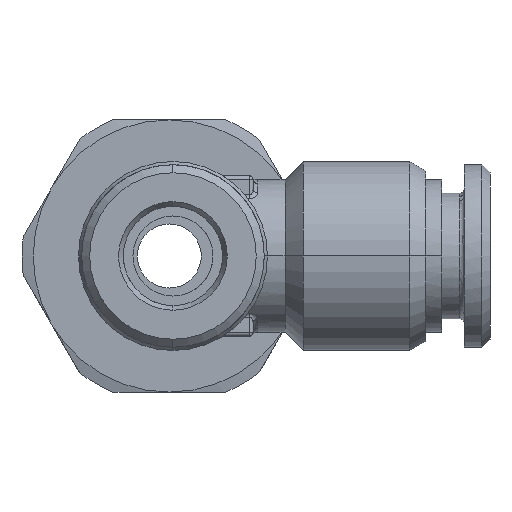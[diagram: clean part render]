
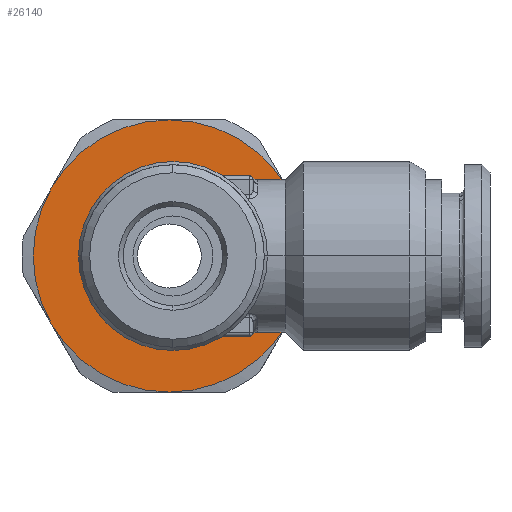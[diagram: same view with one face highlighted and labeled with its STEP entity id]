
A CAD part, left-side view. The second image highlights one B-rep face of the part: STEP entity #26140.
In plain terms, the highlighted planar face has unit normal (-1, 0, 0).
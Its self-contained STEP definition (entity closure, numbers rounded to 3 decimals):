
#5296=CARTESIAN_POINT('Vertex',(7.,-4.75,0.)) ;
#5299=CARTESIAN_POINT('Axis2P3D Location',(7.,0.,0.)) ;
#5303=CARTESIAN_POINT('Vertex',(7.,4.75,0.)) ;
#6312=CARTESIAN_POINT('Axis2P3D Location',(7.,0.,0.)) ;
#15753=CARTESIAN_POINT('Vertex',(7.,7.59,-4.25)) ;
#16370=CARTESIAN_POINT('Axis2P3D Location',(7.,0.229,0.)) ;
#16374=CARTESIAN_POINT('Vertex',(7.,0.229,-8.5)) ;
#16396=CARTESIAN_POINT('Axis2P3D Location',(7.,0.229,0.)) ;
#16400=CARTESIAN_POINT('Vertex',(7.,7.59,4.25)) ;
#18315=CARTESIAN_POINT('Axis2P3D Location',(7.,0.229,0.)) ;
#18319=CARTESIAN_POINT('Vertex',(7.,-7.133,-4.25)) ;
#18367=CARTESIAN_POINT('Axis2P3D Location',(7.,0.229,0.)) ;
#18371=CARTESIAN_POINT('Vertex',(7.,0.229,8.5)) ;
#20152=CARTESIAN_POINT('Vertex',(7.,-7.133,4.25)) ;
#20255=CARTESIAN_POINT('Axis2P3D Location',(7.,0.229,0.)) ;
#22137=CARTESIAN_POINT('Axis2P3D Location',(7.,0.229,0.)) ;
#26123=CARTESIAN_POINT('Axis2P3D Location',(7.,0.229,0.)) ;
#5300=DIRECTION('Axis2P3D Direction',(1.,0.,0.)) ;
#6313=DIRECTION('Axis2P3D Direction',(1.,0.,0.)) ;
#16371=DIRECTION('Axis2P3D Direction',(1.,0.,-0.)) ;
#16397=DIRECTION('Axis2P3D Direction',(1.,0.,-0.)) ;
#18316=DIRECTION('Axis2P3D Direction',(1.,0.,-0.)) ;
#18368=DIRECTION('Axis2P3D Direction',(1.,0.,-0.)) ;
#20256=DIRECTION('Axis2P3D Direction',(1.,0.,-0.)) ;
#22138=DIRECTION('Axis2P3D Direction',(1.,0.,-0.)) ;
#26124=DIRECTION('Axis2P3D Direction',(1.,0.,0.)) ;
#26125=DIRECTION('Axis2P3D XDirection',(0.,-1.,0.)) ;
#5301=AXIS2_PLACEMENT_3D('Circle Axis2P3D',#5299,#5300,$) ;
#6314=AXIS2_PLACEMENT_3D('Circle Axis2P3D',#6312,#6313,$) ;
#16372=AXIS2_PLACEMENT_3D('Circle Axis2P3D',#16370,#16371,$) ;
#16398=AXIS2_PLACEMENT_3D('Circle Axis2P3D',#16396,#16397,$) ;
#18317=AXIS2_PLACEMENT_3D('Circle Axis2P3D',#18315,#18316,$) ;
#18369=AXIS2_PLACEMENT_3D('Circle Axis2P3D',#18367,#18368,$) ;
#20257=AXIS2_PLACEMENT_3D('Circle Axis2P3D',#20255,#20256,$) ;
#22139=AXIS2_PLACEMENT_3D('Circle Axis2P3D',#22137,#22138,$) ;
#26126=AXIS2_PLACEMENT_3D('Plane Axis2P3D',#26123,#26124,#26125) ;
#26129=ORIENTED_EDGE('',*,*,#18373,.F.) ;
#26130=ORIENTED_EDGE('',*,*,#16402,.F.) ;
#26131=ORIENTED_EDGE('',*,*,#16376,.F.) ;
#26132=ORIENTED_EDGE('',*,*,#18321,.F.) ;
#26133=ORIENTED_EDGE('',*,*,#20259,.F.) ;
#26134=ORIENTED_EDGE('',*,*,#22141,.F.) ;
#26137=ORIENTED_EDGE('',*,*,#5305,.T.) ;
#26138=ORIENTED_EDGE('',*,*,#6316,.T.) ;
#26139=FACE_BOUND('',#26136,.T.) ;
#26140=ADVANCED_FACE('PR427B-06G14',(#26135,#26139),#26127,.F.) ;
#5302=CIRCLE('generated circle',#5301,4.75) ;
#6315=CIRCLE('generated circle',#6314,4.75) ;
#16373=CIRCLE('generated circle',#16372,8.5) ;
#16399=CIRCLE('generated circle',#16398,8.5) ;
#18318=CIRCLE('generated circle',#18317,8.5) ;
#18370=CIRCLE('generated circle',#18369,8.5) ;
#20258=CIRCLE('generated circle',#20257,8.5) ;
#22140=CIRCLE('generated circle',#22139,8.5) ;
#5305=EDGE_CURVE('',#5304,#5297,#5302,.T.) ;
#6316=EDGE_CURVE('',#5297,#5304,#6315,.T.) ;
#16376=EDGE_CURVE('',#16375,#15754,#16373,.T.) ;
#16402=EDGE_CURVE('',#15754,#16401,#16399,.T.) ;
#18321=EDGE_CURVE('',#18320,#16375,#18318,.T.) ;
#18373=EDGE_CURVE('',#16401,#18372,#18370,.T.) ;
#20259=EDGE_CURVE('',#20153,#18320,#20258,.T.) ;
#22141=EDGE_CURVE('',#18372,#20153,#22140,.T.) ;
#26128=EDGE_LOOP('',(#26129,#26130,#26131,#26132,#26133,#26134)) ;
#26136=EDGE_LOOP('',(#26137,#26138)) ;
#26135=FACE_OUTER_BOUND('',#26128,.T.) ;
#26127=PLANE('',#26126) ;
#5297=VERTEX_POINT('',#5296) ;
#5304=VERTEX_POINT('',#5303) ;
#15754=VERTEX_POINT('',#15753) ;
#16375=VERTEX_POINT('',#16374) ;
#16401=VERTEX_POINT('',#16400) ;
#18320=VERTEX_POINT('',#18319) ;
#18372=VERTEX_POINT('',#18371) ;
#20153=VERTEX_POINT('',#20152) ;
